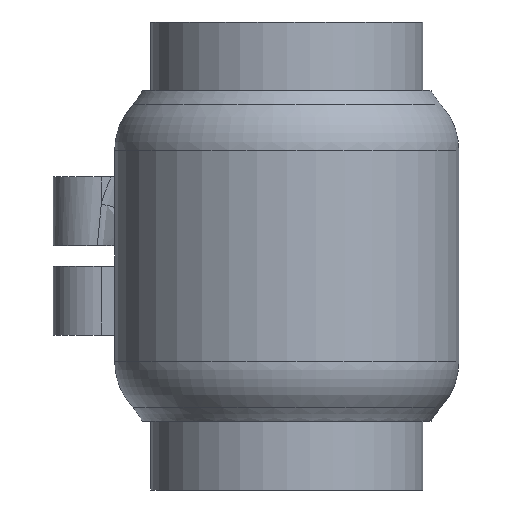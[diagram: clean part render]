
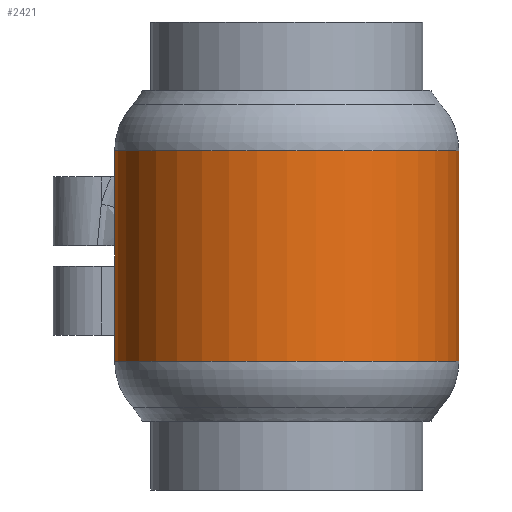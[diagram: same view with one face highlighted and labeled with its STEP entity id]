
A CAD part, front view. The second image highlights one B-rep face of the part: STEP entity #2421.
In plain terms, the highlighted cylindrical face has radius 25 mm (diameter 50 mm), a partial arc.
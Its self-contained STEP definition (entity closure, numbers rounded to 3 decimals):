
#159=CIRCLE('',#2649,25.);
#160=CIRCLE('',#2651,25.);
#218=CYLINDRICAL_SURFACE('',#2650,25.);
#318=B_SPLINE_CURVE_WITH_KNOTS('',3,(#5748,#5749,#5750,#5751,#5752,#5753,
#5754,#5755,#5756,#5757,#5758,#5759),.UNSPECIFIED.,.F.,.F.,(4,1,1,1,1,1,
1,1,1,4),(-3.657,-3.134,-2.612,-2.351,
-2.09,-1.828,-1.567,-1.045,
-0.522,0.),.UNSPECIFIED.);
#324=B_SPLINE_CURVE_WITH_KNOTS('',3,(#5943,#5944,#5945,#5946,#5947,#5948,
#5949,#5950,#5951,#5952,#5953,#5954),.UNSPECIFIED.,.F.,.F.,(4,1,1,1,1,1,
1,1,1,4),(-3.657,-3.134,-2.612,-2.351,
-2.09,-1.828,-1.567,-1.045,
-0.522,0.),.UNSPECIFIED.);
#488=FACE_OUTER_BOUND('',#638,.T.);
#638=EDGE_LOOP('',(#2199,#2200,#2201,#2202));
#1150=VERTEX_POINT('',#5692);
#1151=VERTEX_POINT('',#5747);
#1156=VERTEX_POINT('',#5887);
#1157=VERTEX_POINT('',#5942);
#1497=EDGE_CURVE('',#1150,#1151,#318,.T.);
#1507=EDGE_CURVE('',#1156,#1157,#324,.T.);
#1512=EDGE_CURVE('',#1151,#1156,#159,.T.);
#1513=EDGE_CURVE('',#1157,#1150,#160,.T.);
#2199=ORIENTED_EDGE('',*,*,#1497,.F.);
#2200=ORIENTED_EDGE('',*,*,#1513,.F.);
#2201=ORIENTED_EDGE('',*,*,#1507,.F.);
#2202=ORIENTED_EDGE('',*,*,#1512,.F.);
#2421=ADVANCED_FACE('',(#488),#218,.T.);
#2649=AXIS2_PLACEMENT_3D('',#5985,#3211,#3212);
#2650=AXIS2_PLACEMENT_3D('',#5986,#3213,#3214);
#2651=AXIS2_PLACEMENT_3D('',#5987,#3215,#3216);
#3211=DIRECTION('center_axis',(0.,0.,1.));
#3212=DIRECTION('ref_axis',(0.,-1.,0.));
#3213=DIRECTION('center_axis',(0.,0.,1.));
#3214=DIRECTION('ref_axis',(0.,-1.,0.));
#3215=DIRECTION('center_axis',(0.,0.,-1.));
#3216=DIRECTION('ref_axis',(0.,-1.,0.));
#5692=CARTESIAN_POINT('',(-19.546,15.587,-15.293));
#5747=CARTESIAN_POINT('',(-19.546,15.587,15.293));
#5748=CARTESIAN_POINT('Ctrl Pts',(-19.546,15.587,-15.293));
#5749=CARTESIAN_POINT('Ctrl Pts',(-20.2,14.767,-14.089));
#5750=CARTESIAN_POINT('Ctrl Pts',(-21.346,13.119,-11.576));
#5751=CARTESIAN_POINT('Ctrl Pts',(-22.395,11.158,-8.117));
#5752=CARTESIAN_POINT('Ctrl Pts',(-22.977,9.866,-5.069));
#5753=CARTESIAN_POINT('Ctrl Pts',(-23.264,9.159,-2.611));
#5754=CARTESIAN_POINT('Ctrl Pts',(-23.368,8.882,-0.003));
#5755=CARTESIAN_POINT('Ctrl Pts',(-23.229,9.252,3.484));
#5756=CARTESIAN_POINT('Ctrl Pts',(-22.603,10.772,7.427));
#5757=CARTESIAN_POINT('Ctrl Pts',(-21.349,13.112,11.57));
#5758=CARTESIAN_POINT('Ctrl Pts',(-20.2,14.767,14.089));
#5759=CARTESIAN_POINT('Ctrl Pts',(-19.546,15.587,15.293));
#5887=CARTESIAN_POINT('',(19.546,15.587,15.293));
#5942=CARTESIAN_POINT('',(19.546,15.587,-15.293));
#5943=CARTESIAN_POINT('Ctrl Pts',(19.546,15.587,15.293));
#5944=CARTESIAN_POINT('Ctrl Pts',(20.2,14.767,14.089));
#5945=CARTESIAN_POINT('Ctrl Pts',(21.346,13.119,11.576));
#5946=CARTESIAN_POINT('Ctrl Pts',(22.395,11.158,8.117));
#5947=CARTESIAN_POINT('Ctrl Pts',(22.977,9.866,5.069));
#5948=CARTESIAN_POINT('Ctrl Pts',(23.264,9.159,2.611));
#5949=CARTESIAN_POINT('Ctrl Pts',(23.368,8.882,0.003));
#5950=CARTESIAN_POINT('Ctrl Pts',(23.229,9.252,-3.484));
#5951=CARTESIAN_POINT('Ctrl Pts',(22.603,10.772,-7.427));
#5952=CARTESIAN_POINT('Ctrl Pts',(21.349,13.112,-11.57));
#5953=CARTESIAN_POINT('Ctrl Pts',(20.2,14.767,-14.089));
#5954=CARTESIAN_POINT('Ctrl Pts',(19.546,15.587,-15.293));
#5985=CARTESIAN_POINT('Origin',(0.,0.,15.293));
#5986=CARTESIAN_POINT('Origin',(0.,0.,0.));
#5987=CARTESIAN_POINT('Origin',(0.,0.,-15.293));
